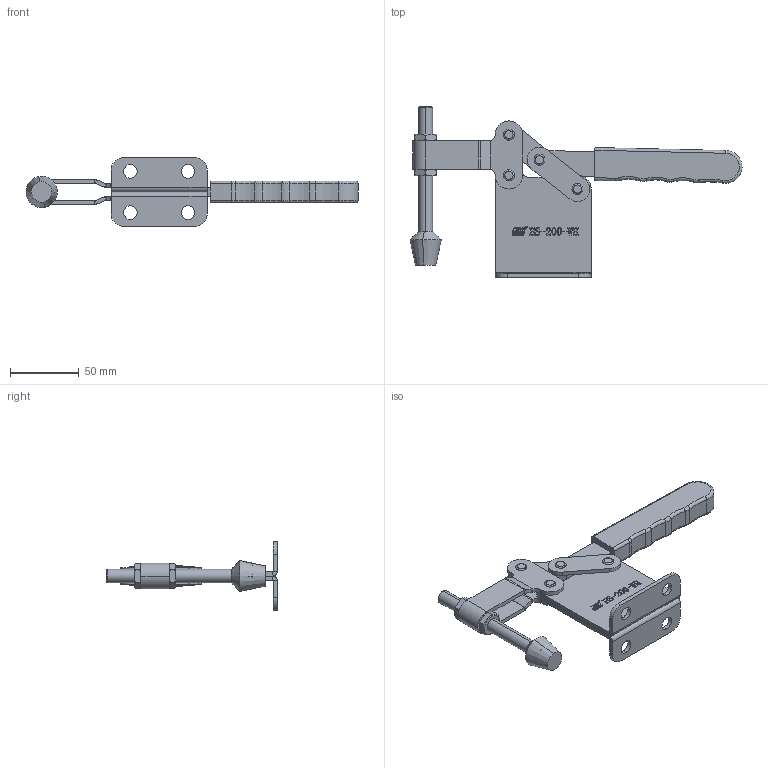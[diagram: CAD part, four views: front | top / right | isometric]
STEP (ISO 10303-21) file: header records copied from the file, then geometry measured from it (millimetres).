
FILE_DESCRIPTION (( 'STEP AP203' ), '1' );
FILE_NAME ('HS-200-WH 装配体.STEP', '2018-12-07T04:01:32', ( 'PCOS' ), ( '微软中国' ), 'SwSTEP 2.0', 'SolidWorks 2012', '' );
FILE_SCHEMA (( 'CONFIG_CONTROL_DESIGN' ));
Length unit declared in the file: millimetre
Products named in the file (11): HS-200-WH 蚾饜极; hex thin nuts-grades ab-chamfered gb_GB_FASTENER_NUT_STNAB M10-N; hexagon head bolts-full thread gb_GB_FASTENER_BOLT_STBAB A M10X100-N; 揤輸; 揤參; 种; 忒梟; 忒參; 蟀裝; 楊擘菁釱酘; 楊擘菁釱衵
Assembly tree (15 placements, depth 2):
  HS-200-WH 蚾饜极
    楊擘菁釱衵
    楊擘菁釱酘
    蟀裝  x2
    忒參
    忒梟
    种  x4
    揤參
    揤輸
    hexagon head bolts-full thread gb_GB_FASTENER_BOLT_STBAB A M10X100-N
    hex thin nuts-grades ab-chamfered gb_GB_FASTENER_NUT_STNAB M10-N  x2
Bounding box: 242.14 x 124.58 x 50 mm (x, y, z)
Volume: 122003.3 mm3; surface area: 65523.4 mm2
Topology: 15 solids, 15 shells, 692 faces, 1768 edges, 1144 vertices
Faces by surface type: plane 344, cylinder 143, bspline 141, torus 34, cone 30
Entity records: 26176 total; most frequent: CARTESIAN_POINT 10043, ORIENTED_EDGE 3294, DIRECTION 2675, EDGE_CURVE 1647, VERTEX_POINT 1066, LINE 1011, VECTOR 1011, AXIS2_PLACEMENT_3D 832
